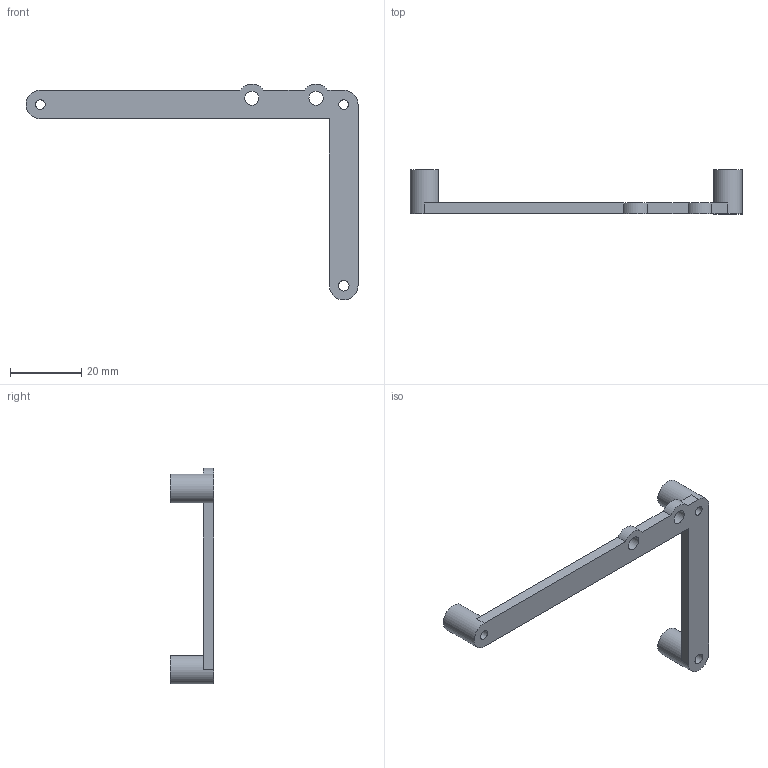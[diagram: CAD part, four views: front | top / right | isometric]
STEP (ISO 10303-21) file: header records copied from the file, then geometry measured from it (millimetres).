
FILE_DESCRIPTION(/* description */ ('Unknown'),/* implementation_level */ '2;1');
FILE_NAME(/* name */ 'board_side_l_02',/* time_stamp */ '2023-04-10T18:37:21+01:00',/* author */ ('Unknown'),/* organization */ ('Unknown'),/* preprocessor_version */ 'ST-DEVELOPER v18.102',/* originating_system */ 'Solid Edge',/* authorisation */ 'Unknown');
FILE_SCHEMA (('AUTOMOTIVE_DESIGN {1 0 10303 214 3 1 1}'));
Length unit declared in the file: millimetre
Products named in the file (1): board_side_l_02
Bounding box: 93 x 12.25 x 60.5 mm (x, y, z)
Volume: 4539.9 mm3; surface area: 4198.8 mm2
Topology: 1 solids, 1 shells, 21 faces, 54 edges, 35 vertices
Faces by surface type: plane 11, cylinder 10
Full cylindrical faces by diameter (mm): 2.7 x2, 3 x1, 4 x2, 8 x3
Entity records: 657 total; most frequent: DIRECTION 113, CARTESIAN_POINT 103, ORIENTED_EDGE 92, EDGE_CURVE 46, AXIS2_PLACEMENT_3D 45, EDGE_LOOP 39, FACE_BOUND 39, VERTEX_POINT 35
